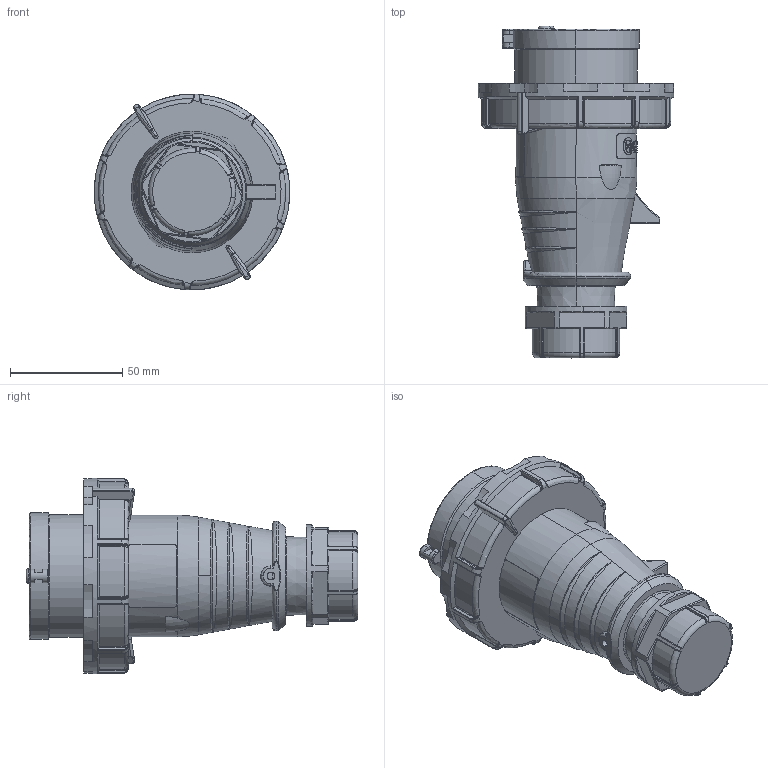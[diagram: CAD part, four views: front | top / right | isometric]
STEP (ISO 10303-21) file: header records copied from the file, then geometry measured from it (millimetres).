
FILE_DESCRIPTION (( 'STEP AP203' ), '1' );
FILE_NAME ('DIS2181637 (CP 5p 16ﾀ 400ﾂ IP67).STEP', '2024-08-08T04:14:43', ( '' ), ( '' ), 'SwSTEP 2.0', 'SolidWorks 2022', '' );
FILE_SCHEMA (( 'CONFIG_CONTROL_DESIGN' ));
Length unit declared in the file: millimetre
Products named in the file (1): DIS2181637 (CP 5p 16А 400В IP67)
Bounding box: 87 x 147.62 x 87 mm (x, y, z)
Volume: 246855.7 mm3; surface area: 56214.6 mm2
Topology: 1 solids, 6 shells, 939 faces, 2392 edges, 1500 vertices
Faces by surface type: cylinder 331, plane 306, bspline 123, torus 112, cone 57, sphere 10
Entity records: 42927 total; most frequent: CARTESIAN_POINT 23238, ORIENTED_EDGE 4748, DIRECTION 3061, EDGE_CURVE 2374, VERTEX_POINT 1500, B_SPLINE_CURVE_WITH_KNOTS 1409, AXIS2_PLACEMENT_3D 1314, EDGE_LOOP 992
